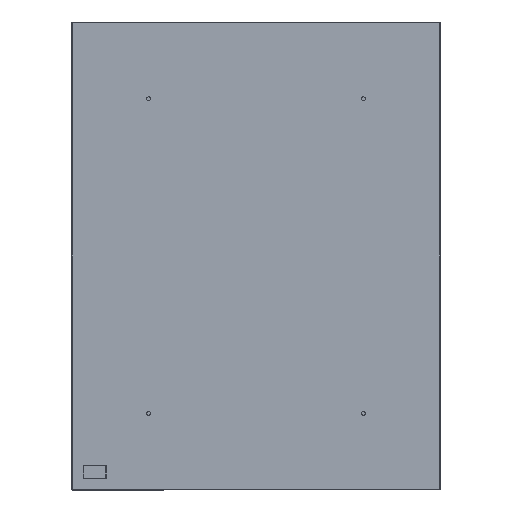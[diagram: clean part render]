
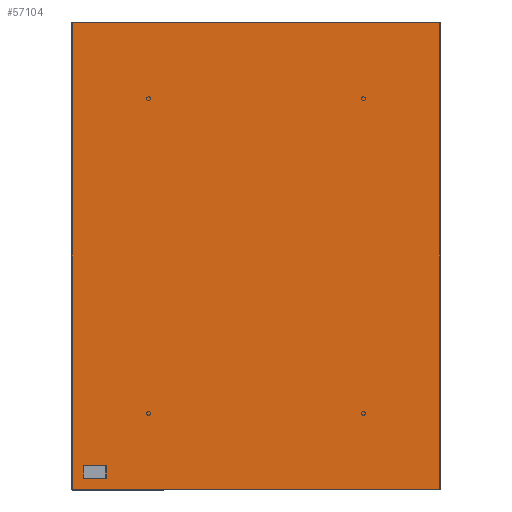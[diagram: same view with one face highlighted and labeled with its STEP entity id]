
A CAD part, left-side view. The second image highlights one B-rep face of the part: STEP entity #57104.
In plain terms, the highlighted planar face has unit normal (-1, 0, 0).
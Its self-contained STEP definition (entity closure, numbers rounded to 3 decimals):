
#56743=CARTESIAN_POINT('',(6563.752,4795.901,1.131));
#56744=VERTEX_POINT('',#56743);
#56745=CARTESIAN_POINT('',(6563.752,4795.901,608.369));
#56746=VERTEX_POINT('',#56745);
#56747=CARTESIAN_POINT('',(6563.752,4795.901,1.131));
#56748=DIRECTION('',(0.0,0.0,1.0));
#56749=VECTOR('',#56748,607.237);
#56750=LINE('',#56747,#56749);
#56751=EDGE_CURVE('',#56744,#56746,#56750,.T.);
#56783=CARTESIAN_POINT('',(6563.752,4795.57,608.7));
#56784=VERTEX_POINT('',#56783);
#56785=CARTESIAN_POINT('',(6563.752,4795.901,608.369));
#56786=DIRECTION('',(0.0,-0.707,0.707));
#56787=VECTOR('',#56786,0.469);
#56788=LINE('',#56785,#56787);
#56789=EDGE_CURVE('',#56746,#56784,#56788,.T.);
#56814=CARTESIAN_POINT('',(6563.752,4317.833,608.7));
#56815=VERTEX_POINT('',#56814);
#56816=CARTESIAN_POINT('',(6563.752,4795.57,608.7));
#56817=DIRECTION('',(0.0,-1.0,0.0));
#56818=VECTOR('',#56817,477.737);
#56819=LINE('',#56816,#56818);
#56820=EDGE_CURVE('',#56784,#56815,#56819,.T.);
#56854=CARTESIAN_POINT('',(6563.752,4317.501,608.369));
#56855=VERTEX_POINT('',#56854);
#56856=CARTESIAN_POINT('',(6563.752,4317.833,608.7));
#56857=DIRECTION('',(0.0,-0.707,-0.707));
#56858=VECTOR('',#56857,0.469);
#56859=LINE('',#56856,#56858);
#56860=EDGE_CURVE('',#56815,#56855,#56859,.T.);
#56885=CARTESIAN_POINT('',(6563.752,4317.501,1.131));
#56886=VERTEX_POINT('',#56885);
#56887=CARTESIAN_POINT('',(6563.752,4317.501,608.369));
#56888=DIRECTION('',(0.0,0.0,-1.0));
#56889=VECTOR('',#56888,607.237);
#56890=LINE('',#56887,#56889);
#56891=EDGE_CURVE('',#56855,#56886,#56890,.T.);
#56916=CARTESIAN_POINT('',(6563.752,4317.833,0.8));
#56917=VERTEX_POINT('',#56916);
#56918=CARTESIAN_POINT('',(6563.752,4317.501,1.131));
#56919=DIRECTION('',(0.0,0.707,-0.707));
#56920=VECTOR('',#56919,0.469);
#56921=LINE('',#56918,#56920);
#56922=EDGE_CURVE('',#56886,#56917,#56921,.T.);
#56947=CARTESIAN_POINT('',(6563.752,4795.57,0.8));
#56948=VERTEX_POINT('',#56947);
#56949=CARTESIAN_POINT('',(6563.752,4317.833,0.8));
#56950=DIRECTION('',(0.0,1.0,0.0));
#56951=VECTOR('',#56950,477.737);
#56952=LINE('',#56949,#56951);
#56953=EDGE_CURVE('',#56917,#56948,#56952,.T.);
#56976=CARTESIAN_POINT('',(6563.752,4795.57,0.8));
#56977=DIRECTION('',(0.0,0.707,0.707));
#56978=VECTOR('',#56977,0.469);
#56979=LINE('',#56976,#56978);
#56980=EDGE_CURVE('',#56948,#56744,#56979,.T.);
#57089=CARTESIAN_POINT('',(6563.752,4556.701,0.799));
#57090=DIRECTION('',(-1.0,0.0,0.0));
#57091=DIRECTION('',(0.0,0.0,1.0));
#57092=AXIS2_PLACEMENT_3D('',#57089,#57090,#57091);
#57093=PLANE('',#57092);
#57094=ORIENTED_EDGE('',*,*,#56751,.F.);
#57095=ORIENTED_EDGE('',*,*,#56980,.F.);
#57096=ORIENTED_EDGE('',*,*,#56953,.F.);
#57097=ORIENTED_EDGE('',*,*,#56922,.F.);
#57098=ORIENTED_EDGE('',*,*,#56891,.F.);
#57099=ORIENTED_EDGE('',*,*,#56860,.F.);
#57100=ORIENTED_EDGE('',*,*,#56820,.F.);
#57101=ORIENTED_EDGE('',*,*,#56789,.F.);
#57102=EDGE_LOOP('',(#57094,#57095,#57096,#57097,#57098,#57099,#57100,#57101));
#57103=FACE_OUTER_BOUND('',#57102,.T.);
#57104=ADVANCED_FACE('',(#57103),#57093,.T.);
